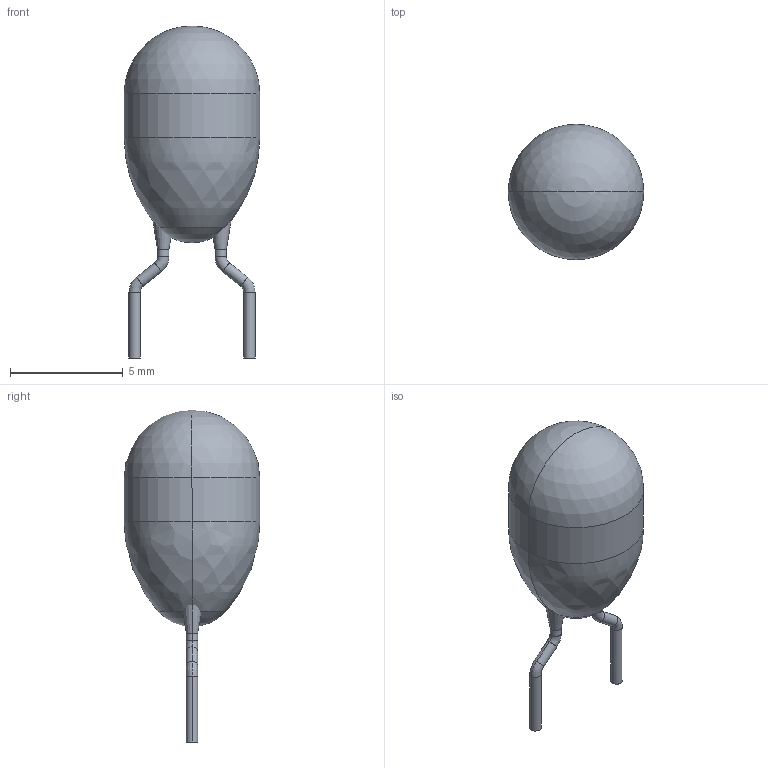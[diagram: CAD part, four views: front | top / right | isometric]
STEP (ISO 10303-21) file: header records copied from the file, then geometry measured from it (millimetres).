
FILE_DESCRIPTION((''),'2;1');
FILE_NAME('CAPPRB508-600X1150.stp','2010-08-19T17:46:24',(''),(''),'Mechanical Desktop 2010','Mechanical Desktop 2010',', , ');
FILE_SCHEMA(('AUTOMOTIVE_DESIGN { 1 2 10303 214 1 1 1 1 }'));
Length unit declared in the file: millimetre
Products named in the file (1): Product
Bounding box: 6 x 6 x 14.7 mm (x, y, z)
Volume: 199.8 mm3; surface area: 196.4 mm2
Topology: 5 solids, 5 shells, 40 faces, 78 edges, 48 vertices
Faces by surface type: bspline 18, cylinder 8, torus 4, plane 4, sphere 4, cone 2
Entity records: 1239 total; most frequent: CARTESIAN_POINT 415, DIRECTION 172, ORIENTED_EDGE 140, AXIS2_PLACEMENT_3D 75, EDGE_CURVE 70, CIRCLE 52, VERTEX_POINT 40, EDGE_LOOP 40
